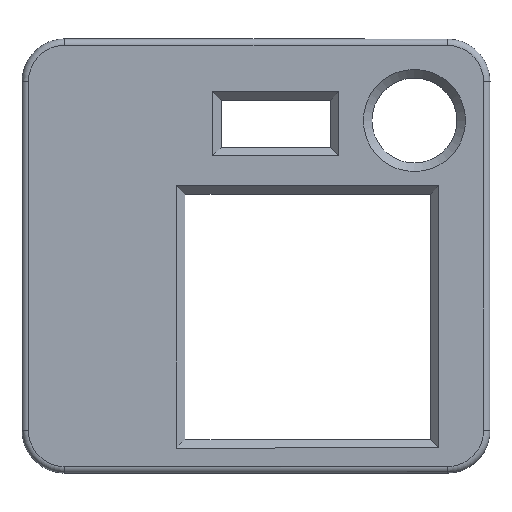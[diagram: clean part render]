
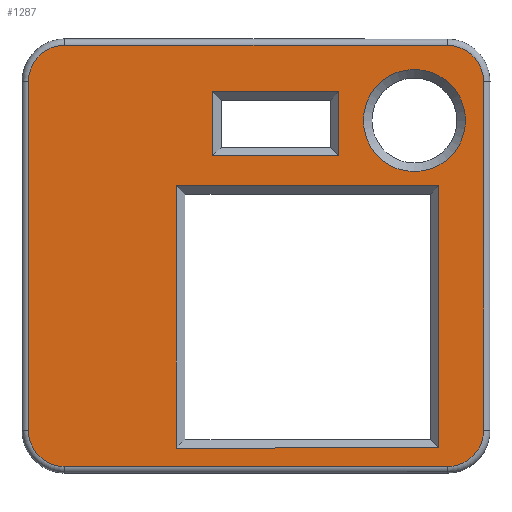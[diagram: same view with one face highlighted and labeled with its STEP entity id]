
A CAD part, top view. The second image highlights one B-rep face of the part: STEP entity #1287.
In plain terms, the highlighted planar face has unit normal (0, 0, 1).
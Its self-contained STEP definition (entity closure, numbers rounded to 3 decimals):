
#33=FACE_BOUND('',#210,.T.);
#34=FACE_BOUND('',#211,.T.);
#35=FACE_BOUND('',#212,.T.);
#122=FACE_OUTER_BOUND('',#209,.T.);
#209=EDGE_LOOP('',(#1107,#1108,#1109,#1110,#1111,#1112,#1113,#1114));
#210=EDGE_LOOP('',(#1115,#1116,#1117,#1118));
#211=EDGE_LOOP('',(#1119,#1120,#1121,#1122));
#212=EDGE_LOOP('',(#1123));
#269=CIRCLE('',#1400,12.);
#270=CIRCLE('',#1408,8.5);
#271=CIRCLE('',#1409,8.5);
#272=CIRCLE('',#1410,8.5);
#273=CIRCLE('',#1411,8.5);
#357=LINE('',#2056,#479);
#359=LINE('',#2060,#481);
#361=LINE('',#2064,#483);
#363=LINE('',#2067,#485);
#388=LINE('',#2128,#510);
#390=LINE('',#2132,#512);
#392=LINE('',#2136,#514);
#394=LINE('',#2139,#516);
#395=LINE('',#2143,#517);
#396=LINE('',#2147,#518);
#397=LINE('',#2151,#519);
#398=LINE('',#2155,#520);
#479=VECTOR('',#1664,10.);
#481=VECTOR('',#1668,10.);
#483=VECTOR('',#1672,10.);
#485=VECTOR('',#1676,10.);
#510=VECTOR('',#1741,10.);
#512=VECTOR('',#1745,10.);
#514=VECTOR('',#1749,10.);
#516=VECTOR('',#1753,10.);
#517=VECTOR('',#1756,10.);
#518=VECTOR('',#1759,10.);
#519=VECTOR('',#1762,10.);
#520=VECTOR('',#1765,10.);
#607=VERTEX_POINT('',#2053);
#608=VERTEX_POINT('',#2055);
#609=VERTEX_POINT('',#2059);
#610=VERTEX_POINT('',#2063);
#623=VERTEX_POINT('',#2115);
#625=VERTEX_POINT('',#2125);
#626=VERTEX_POINT('',#2127);
#627=VERTEX_POINT('',#2131);
#628=VERTEX_POINT('',#2135);
#629=VERTEX_POINT('',#2141);
#630=VERTEX_POINT('',#2142);
#631=VERTEX_POINT('',#2144);
#632=VERTEX_POINT('',#2146);
#633=VERTEX_POINT('',#2148);
#634=VERTEX_POINT('',#2150);
#635=VERTEX_POINT('',#2152);
#636=VERTEX_POINT('',#2154);
#752=EDGE_CURVE('',#607,#608,#357,.T.);
#754=EDGE_CURVE('',#609,#607,#359,.T.);
#756=EDGE_CURVE('',#610,#609,#361,.T.);
#758=EDGE_CURVE('',#608,#610,#363,.T.);
#782=EDGE_CURVE('',#623,#623,#269,.T.);
#788=EDGE_CURVE('',#625,#626,#388,.T.);
#790=EDGE_CURVE('',#627,#625,#390,.T.);
#792=EDGE_CURVE('',#628,#627,#392,.T.);
#794=EDGE_CURVE('',#626,#628,#394,.T.);
#795=EDGE_CURVE('',#629,#630,#395,.T.);
#796=EDGE_CURVE('',#631,#629,#270,.T.);
#797=EDGE_CURVE('',#632,#631,#396,.T.);
#798=EDGE_CURVE('',#633,#632,#271,.T.);
#799=EDGE_CURVE('',#634,#633,#397,.T.);
#800=EDGE_CURVE('',#635,#634,#272,.T.);
#801=EDGE_CURVE('',#636,#635,#398,.T.);
#802=EDGE_CURVE('',#630,#636,#273,.T.);
#1107=ORIENTED_EDGE('',*,*,#795,.F.);
#1108=ORIENTED_EDGE('',*,*,#796,.F.);
#1109=ORIENTED_EDGE('',*,*,#797,.F.);
#1110=ORIENTED_EDGE('',*,*,#798,.F.);
#1111=ORIENTED_EDGE('',*,*,#799,.F.);
#1112=ORIENTED_EDGE('',*,*,#800,.F.);
#1113=ORIENTED_EDGE('',*,*,#801,.F.);
#1114=ORIENTED_EDGE('',*,*,#802,.F.);
#1115=ORIENTED_EDGE('',*,*,#794,.F.);
#1116=ORIENTED_EDGE('',*,*,#788,.F.);
#1117=ORIENTED_EDGE('',*,*,#790,.F.);
#1118=ORIENTED_EDGE('',*,*,#792,.F.);
#1119=ORIENTED_EDGE('',*,*,#758,.F.);
#1120=ORIENTED_EDGE('',*,*,#752,.F.);
#1121=ORIENTED_EDGE('',*,*,#754,.F.);
#1122=ORIENTED_EDGE('',*,*,#756,.F.);
#1123=ORIENTED_EDGE('',*,*,#782,.F.);
#1223=PLANE('',#1407);
#1287=ADVANCED_FACE('',(#122,#33,#34,#35),#1223,.T.);
#1400=AXIS2_PLACEMENT_3D('',#2116,#1728,#1729);
#1407=AXIS2_PLACEMENT_3D('',#2140,#1754,#1755);
#1408=AXIS2_PLACEMENT_3D('',#2145,#1757,#1758);
#1409=AXIS2_PLACEMENT_3D('',#2149,#1760,#1761);
#1410=AXIS2_PLACEMENT_3D('',#2153,#1763,#1764);
#1411=AXIS2_PLACEMENT_3D('',#2156,#1766,#1767);
#1664=DIRECTION('',(0.,1.,0.));
#1668=DIRECTION('',(1.,0.,0.));
#1672=DIRECTION('',(0.,-1.,0.));
#1676=DIRECTION('',(-1.,0.,0.));
#1728=DIRECTION('center_axis',(0.,0.,1.));
#1729=DIRECTION('ref_axis',(-1.,0.,0.));
#1741=DIRECTION('',(0.,-1.,0.));
#1745=DIRECTION('',(-1.,0.,0.));
#1749=DIRECTION('',(0.,1.,0.));
#1753=DIRECTION('',(1.,0.002,0.));
#1754=DIRECTION('center_axis',(0.,0.,1.));
#1755=DIRECTION('ref_axis',(-1.,0.,0.));
#1756=DIRECTION('',(-1.,0.,0.));
#1757=DIRECTION('center_axis',(0.,0.,-1.));
#1758=DIRECTION('ref_axis',(0.709,-0.705,0.));
#1759=DIRECTION('',(0.,-1.,0.));
#1760=DIRECTION('center_axis',(0.,0.,-1.));
#1761=DIRECTION('ref_axis',(0.707,0.707,0.));
#1762=DIRECTION('',(1.,0.,0.));
#1763=DIRECTION('center_axis',(0.,0.,-1.));
#1764=DIRECTION('ref_axis',(-0.707,0.707,0.));
#1765=DIRECTION('',(0.,1.,0.));
#1766=DIRECTION('center_axis',(0.,0.,-1.));
#1767=DIRECTION('ref_axis',(-0.711,-0.703,0.));
#2053=CARTESIAN_POINT('',(179.5,-81.5,19.51));
#2055=CARTESIAN_POINT('',(179.5,-66.4,19.51));
#2056=CARTESIAN_POINT('',(179.5,-86.709,19.51));
#2059=CARTESIAN_POINT('',(149.8,-81.5,19.51));
#2060=CARTESIAN_POINT('',(168.75,-81.5,19.51));
#2063=CARTESIAN_POINT('',(149.8,-66.4,19.51));
#2064=CARTESIAN_POINT('',(149.8,-92.259,19.51));
#2067=CARTESIAN_POINT('',(155.9,-66.4,19.51));
#2115=CARTESIAN_POINT('',(209.241,-73.187,19.51));
#2116=CARTESIAN_POINT('Origin',(197.241,-73.187,19.51));
#2125=CARTESIAN_POINT('',(141.3,-88.5,19.51));
#2127=CARTESIAN_POINT('',(141.3,-150.203,19.51));
#2128=CARTESIAN_POINT('',(141.3,-126.609,19.51));
#2131=CARTESIAN_POINT('',(203.,-88.5,19.51));
#2132=CARTESIAN_POINT('',(151.65,-88.5,19.51));
#2135=CARTESIAN_POINT('',(203.,-150.097,19.51));
#2136=CARTESIAN_POINT('',(203.,-97.759,19.51));
#2139=CARTESIAN_POINT('',(180.541,-150.135,19.51));
#2140=CARTESIAN_POINT('Origin',(160.,-105.018,19.51));
#2141=CARTESIAN_POINT('',(205.,-154.536,19.51));
#2142=CARTESIAN_POINT('',(114.885,-154.535,19.51));
#2143=CARTESIAN_POINT('',(137.438,-154.535,19.51));
#2144=CARTESIAN_POINT('',(213.5,-145.987,19.51));
#2145=CARTESIAN_POINT('Origin',(205.,-146.036,19.51));
#2146=CARTESIAN_POINT('',(213.5,-64.036,19.51));
#2147=CARTESIAN_POINT('',(213.5,-125.501,19.51));
#2148=CARTESIAN_POINT('',(204.999,-55.536,19.51));
#2149=CARTESIAN_POINT('Origin',(205.,-64.036,19.51));
#2150=CARTESIAN_POINT('',(115.003,-55.5,19.51));
#2151=CARTESIAN_POINT('',(182.509,-55.527,19.51));
#2152=CARTESIAN_POINT('',(106.5,-64.,19.51));
#2153=CARTESIAN_POINT('Origin',(115.,-64.,19.51));
#2154=CARTESIAN_POINT('',(106.5,-146.035,19.51));
#2155=CARTESIAN_POINT('',(106.5,-84.509,19.51));
#2156=CARTESIAN_POINT('Origin',(115.,-146.036,19.51));
